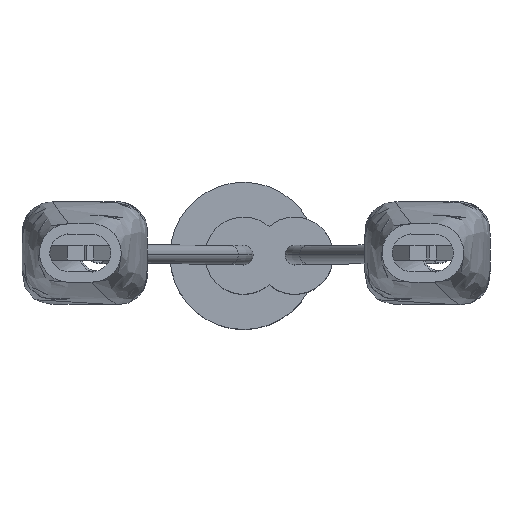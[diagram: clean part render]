
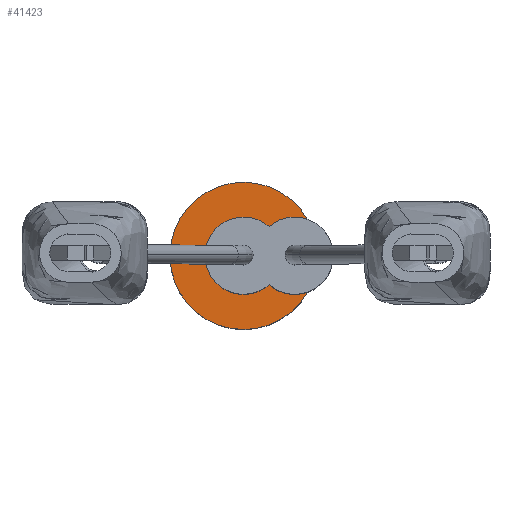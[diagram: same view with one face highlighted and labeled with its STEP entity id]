
A CAD part, top view. The second image highlights one B-rep face of the part: STEP entity #41423.
In plain terms, the highlighted face is planar.
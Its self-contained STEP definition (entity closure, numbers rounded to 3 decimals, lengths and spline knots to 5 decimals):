
#13539 = DIRECTION ( 'NONE',  ( 0., 0., 1. ) ) ;
#13540 = DIRECTION ( 'NONE',  ( 0., -1., 0. ) ) ;
#13541 = CARTESIAN_POINT ( 'NONE',  ( 0., 0., 0. ) ) ;
#13542 = AXIS2_PLACEMENT_3D ( 'NONE', #13541, #13540, #13539 ) ;
#13543 = CIRCLE ( 'NONE', #13542, 0.1325 ) ;
#13563 = CARTESIAN_POINT ( 'NONE',  ( -0.1248, 0., 0.2195 ) ) ;
#13572 = CARTESIAN_POINT ( 'NONE',  ( -0.0995, 0., 0.0875 ) ) ;
#13574 = DIRECTION ( 'NONE',  ( 0., 0., 1. ) ) ;
#13575 = DIRECTION ( 'NONE',  ( 0., 1., 0. ) ) ;
#13576 = CARTESIAN_POINT ( 'NONE',  ( 0., 0., 0.175 ) ) ;
#13577 = AXIS2_PLACEMENT_3D ( 'NONE', #13576, #13575, #13574 ) ;
#13578 = CIRCLE ( 'NONE', #13577, 0.1325 ) ;
#19349 = CARTESIAN_POINT ( 'NONE',  ( 0., 0., -0.2525 ) ) ;
#20142 = CARTESIAN_POINT ( 'NONE',  ( 0.1248, 0., 0.2195 ) ) ;
#20845 = AXIS2_PLACEMENT_3D ( 'NONE', #20885, #20871, #20911 ) ;
#20871 = DIRECTION ( 'NONE',  ( 0., 1., 0. ) ) ;
#20885 = CARTESIAN_POINT ( 'NONE',  ( 0., 0., 0. ) ) ;
#20910 = CIRCLE ( 'NONE', #20845, 0.2525 ) ;
#20911 = DIRECTION ( 'NONE',  ( 0., 0., 1. ) ) ;
#40781 = VERTEX_POINT ( 'NONE', #20142 ) ;
#40783 = EDGE_LOOP ( 'NONE', ( #41402, #41438, #41404, #41408, #41412 ) ) ;
#40787 = EDGE_CURVE ( 'NONE', #40790, #41383, #20910, .T. ) ;
#40790 = VERTEX_POINT ( 'NONE', #19349 ) ;
#41368 = EDGE_CURVE ( 'NONE', #41370, #41383, #13578, .T. ) ;
#41370 = VERTEX_POINT ( 'NONE', #13572 ) ;
#41383 = VERTEX_POINT ( 'NONE', #13563 ) ;
#41402 = ORIENTED_EDGE ( 'NONE', *, *, #41444, .F. ) ;
#41404 = ORIENTED_EDGE ( 'NONE', *, *, #41406, .F. ) ;
#41406 = EDGE_CURVE ( 'NONE', #41370, #41442, #13543, .T. ) ;
#41408 = ORIENTED_EDGE ( 'NONE', *, *, #41368, .T. ) ;
#41412 = ORIENTED_EDGE ( 'NONE', *, *, #40787, .F. ) ;
#41423 = ADVANCED_FACE ( 'NONE', ( #57972 ), #57929, .F. ) ;
#41438 = ORIENTED_EDGE ( 'NONE', *, *, #41440, .T. ) ;
#41440 = EDGE_CURVE ( 'NONE', #40781, #41442, #58016, .T. ) ;
#41442 = VERTEX_POINT ( 'NONE', #57997 ) ;
#41444 = EDGE_CURVE ( 'NONE', #40781, #40790, #57992, .T. ) ;
#57929 = PLANE ( 'NONE',  #57961 ) ;
#57958 = DIRECTION ( 'NONE',  ( 0., 0., 1. ) ) ;
#57959 = DIRECTION ( 'NONE',  ( 0., 1., 0. ) ) ;
#57960 = CARTESIAN_POINT ( 'NONE',  ( 0., 0., 0. ) ) ;
#57961 = AXIS2_PLACEMENT_3D ( 'NONE', #57960, #57959, #57958 ) ;
#57972 = FACE_OUTER_BOUND ( 'NONE', #40783, .T. ) ;
#57988 = DIRECTION ( 'NONE',  ( 0., 0., 1. ) ) ;
#57989 = DIRECTION ( 'NONE',  ( 0., 1., 0. ) ) ;
#57990 = CARTESIAN_POINT ( 'NONE',  ( 0., 0., 0. ) ) ;
#57991 = AXIS2_PLACEMENT_3D ( 'NONE', #57990, #57989, #57988 ) ;
#57992 = CIRCLE ( 'NONE', #57991, 0.2525 ) ;
#57997 = CARTESIAN_POINT ( 'NONE',  ( 0.0995, 0., 0.0875 ) ) ;
#57998 = DIRECTION ( 'NONE',  ( 0., 0., 1. ) ) ;
#57999 = DIRECTION ( 'NONE',  ( 0., 1., 0. ) ) ;
#58000 = CARTESIAN_POINT ( 'NONE',  ( 0., 0., 0.175 ) ) ;
#58003 = AXIS2_PLACEMENT_3D ( 'NONE', #58000, #57999, #57998 ) ;
#58016 = CIRCLE ( 'NONE', #58003, 0.1325 ) ;
